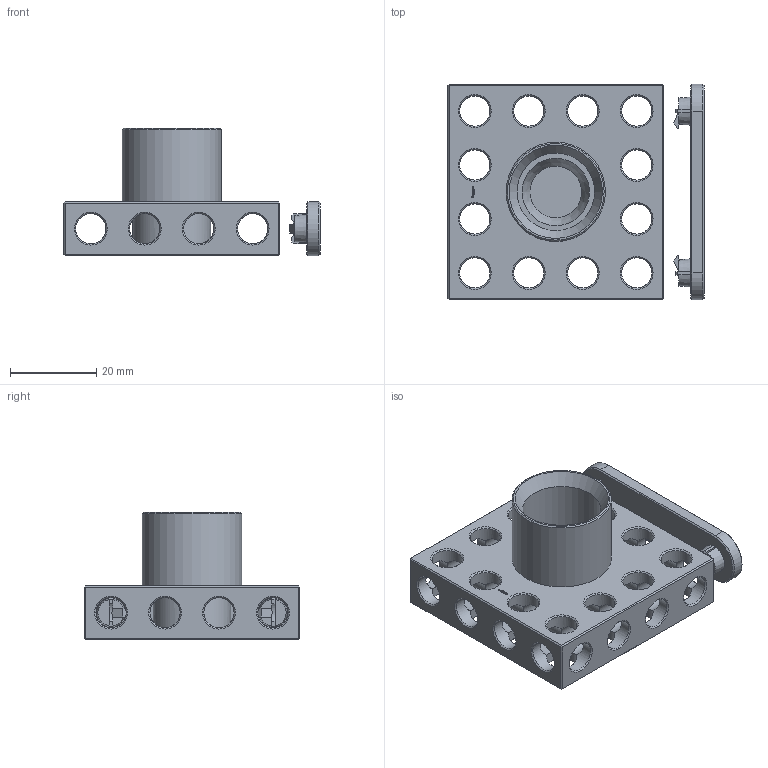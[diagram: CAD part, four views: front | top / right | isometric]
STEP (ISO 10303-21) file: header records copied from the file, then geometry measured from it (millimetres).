
FILE_DESCRIPTION(('FreeCAD Model'),'2;1');
FILE_NAME('Open CASCADE Shape Model','2022-02-16T23:03:57',( 'Paulo Kiefe'),('STEMFIE.org'),'Open CASCADE STEP processor 7.4', 'FreeCAD','Unknown');
FILE_SCHEMA(('AUTOMOTIVE_DESIGN { 1 0 10303 214 1 1 1 1 }'));
Length unit declared in the file: millimetre
Products named in the file (3): Tool_Stand__for_SPN_TOL_0001____SPN_TOL_0041__stemfie_org_; Tool_Stand_Sign_[for_SPN-TOL-0001]_-_SPN-TOL-0041_(stemfie.org); Tool_Stand_[for_SPN-TOL-0001]_-_SPN-TOL-0041_(stemfie.org)
Assembly tree (2 placements, depth 2):
  Tool_Stand__for_SPN_TOL_0001____SPN_TOL_0041__stemfie_org_
    Tool_Stand_Sign_[for_SPN-TOL-0001]_-_SPN-TOL-0041_(stemfie.org)
    Tool_Stand_[for_SPN-TOL-0001]_-_SPN-TOL-0041_(stemfie.org)
Bounding box: 59.38 x 50 x 29.5 mm (x, y, z)
Volume: 21733.6 mm3; surface area: 15987.4 mm2
Topology: 2 solids, 2 shells, 849 faces, 2504 edges, 1657 vertices
Faces by surface type: plane 456, extrusion 268, cylinder 74, cone 51
Full cylindrical faces by diameter (mm): 7 x60, 12 x1, 18 x2, 23 x1
Entity records: 68444 total; most frequent: CARTESIAN_POINT 21201, DIRECTION 7586, VECTOR 5546, LINE 5278, ORIENTED_EDGE 5008, PCURVE 5008, DEFINITIONAL_REPRESENTATION 5008, EDGE_CURVE 2504
